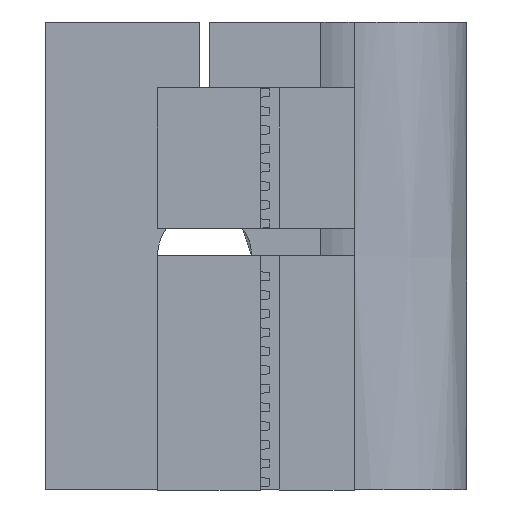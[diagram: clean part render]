
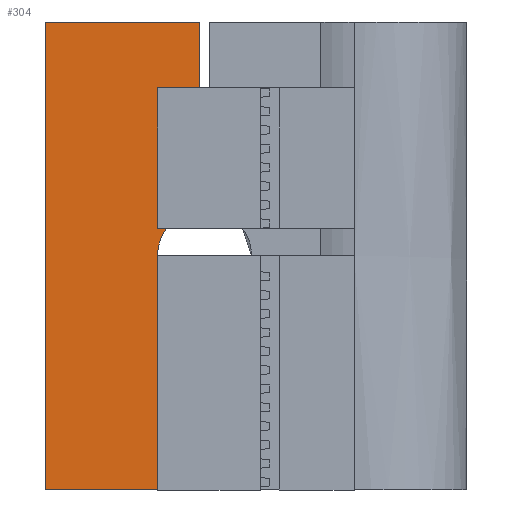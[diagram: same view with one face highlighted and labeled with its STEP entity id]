
A CAD part, front view. The second image highlights one B-rep face of the part: STEP entity #304.
In plain terms, the highlighted planar face has unit normal (0, -1, 0).
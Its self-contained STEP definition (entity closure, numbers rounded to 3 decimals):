
#304=ADVANCED_FACE('',(#732),#7307,.T.);
#732=FACE_OUTER_BOUND('',#1190,.T.);
#1190=EDGE_LOOP('',(#2612,#2613,#2614,#2615,#2616,#2617));
#2612=ORIENTED_EDGE('',*,*,#4410,.T.);
#2613=ORIENTED_EDGE('',*,*,#4420,.F.);
#2614=ORIENTED_EDGE('',*,*,#4415,.F.);
#2615=ORIENTED_EDGE('',*,*,#4421,.T.);
#2616=ORIENTED_EDGE('',*,*,#4412,.T.);
#2617=ORIENTED_EDGE('',*,*,#4422,.T.);
#4410=EDGE_CURVE('',#6607,#6611,#5446,.T.);
#4412=EDGE_CURVE('',#6614,#6608,#5448,.T.);
#4415=EDGE_CURVE('',#6616,#6617,#5451,.T.);
#4420=EDGE_CURVE('',#6617,#6611,#5456,.T.);
#4421=EDGE_CURVE('',#6616,#6614,#5457,.T.);
#4422=EDGE_CURVE('',#6608,#6607,#6052,.T.);
#5446=B_SPLINE_CURVE_WITH_KNOTS('',1,(#11513,#11514),.UNSPECIFIED.,.F.,
 .F.,(2,2),(30.,50.),.UNSPECIFIED.);
#5448=B_SPLINE_CURVE_WITH_KNOTS('',1,(#11517,#11518),.UNSPECIFIED.,.F.,
 .F.,(2,2),(0.,20.),.UNSPECIFIED.);
#5451=B_SPLINE_CURVE_WITH_KNOTS('',1,(#11523,#11524),.UNSPECIFIED.,.F.,
 .F.,(2,2),(0.,50.),.UNSPECIFIED.);
#5456=B_SPLINE_CURVE_WITH_KNOTS('',1,(#11533,#11534),.UNSPECIFIED.,.F.,
 .F.,(2,2),(0.,16.5),.UNSPECIFIED.);
#5457=B_SPLINE_CURVE_WITH_KNOTS('',1,(#11535,#11536),.UNSPECIFIED.,.F.,
 .F.,(2,2),(0.,16.5),.UNSPECIFIED.);
#6052=(
BOUNDED_CURVE()
B_SPLINE_CURVE(2,(#11537,#11538,#11539,#11540,#11541,#11542,#11543),
 .UNSPECIFIED.,.F.,.F.)
B_SPLINE_CURVE_WITH_KNOTS((3,2,2,3),(-14.785,-10.67,
-7.392,0.),.UNSPECIFIED.)
CURVE()
GEOMETRIC_REPRESENTATION_ITEM()
RATIONAL_B_SPLINE_CURVE((1.,0.856,0.872,0.885,
1.,0.741,1.))
REPRESENTATION_ITEM('')
);
#6607=VERTEX_POINT('',#11432);
#6608=VERTEX_POINT('',#11433);
#6611=VERTEX_POINT('',#11436);
#6614=VERTEX_POINT('',#11439);
#6616=VERTEX_POINT('',#11441);
#6617=VERTEX_POINT('',#11442);
#7307=PLANE('',#7609);
#7609=AXIS2_PLACEMENT_3D('',#11382,#7894,$);
#7894=DIRECTION('',(0.,-1.,0.));
#11382=CARTESIAN_POINT('',(-18.736,-44.643,-10.176));
#11432=CARTESIAN_POINT('',(-2.236,-44.643,19.824));
#11433=CARTESIAN_POINT('',(-2.236,-44.643,9.824));
#11436=CARTESIAN_POINT('',(-2.236,-44.643,39.824));
#11439=CARTESIAN_POINT('',(-2.236,-44.643,-10.176));
#11441=CARTESIAN_POINT('',(-18.736,-44.643,-10.176));
#11442=CARTESIAN_POINT('',(-18.736,-44.643,39.824));
#11513=CARTESIAN_POINT('',(-2.236,-44.643,19.824));
#11514=CARTESIAN_POINT('',(-2.236,-44.643,39.824));
#11517=CARTESIAN_POINT('',(-2.236,-44.643,-10.176));
#11518=CARTESIAN_POINT('',(-2.236,-44.643,9.824));
#11523=CARTESIAN_POINT('',(-18.736,-44.643,-10.176));
#11524=CARTESIAN_POINT('',(-18.736,-44.643,39.824));
#11533=CARTESIAN_POINT('',(-18.736,-44.643,39.824));
#11534=CARTESIAN_POINT('',(-2.236,-44.643,39.824));
#11535=CARTESIAN_POINT('',(-18.736,-44.643,-10.176));
#11536=CARTESIAN_POINT('',(-2.236,-44.643,-10.176));
#11537=CARTESIAN_POINT('',(-2.236,-44.643,9.824));
#11538=CARTESIAN_POINT('',(-4.417,-44.643,10.043));
#11539=CARTESIAN_POINT('',(-5.74,-44.643,11.79));
#11540=CARTESIAN_POINT('',(-6.76,-44.643,13.136));
#11541=CARTESIAN_POINT('',(-6.76,-44.643,14.825));
#11542=CARTESIAN_POINT('',(-6.761,-44.643,19.372));
#11543=CARTESIAN_POINT('',(-2.236,-44.643,19.824));
